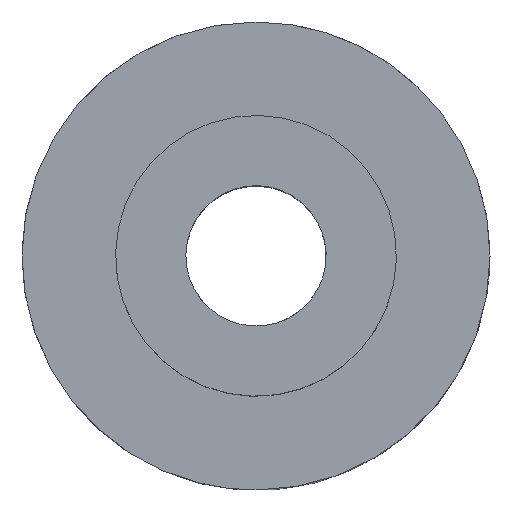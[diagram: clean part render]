
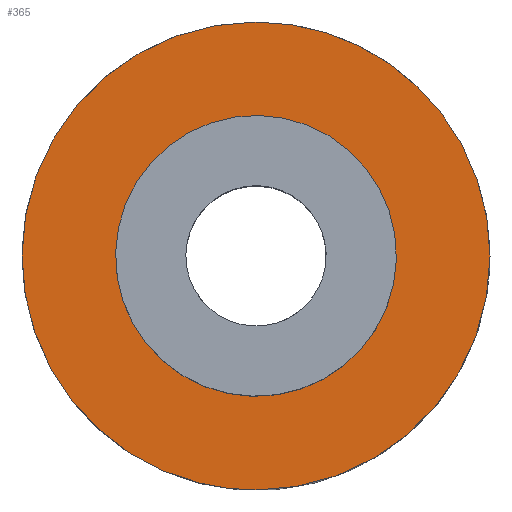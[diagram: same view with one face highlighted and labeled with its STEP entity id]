
A CAD part, top view. The second image highlights one B-rep face of the part: STEP entity #365.
In plain terms, the highlighted planar face has unit normal (0, 0, 1).
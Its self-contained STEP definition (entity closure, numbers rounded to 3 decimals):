
#230=AXIS2_PLACEMENT_3D('Circle Axis2P3D',#228,#229,$) ;
#237=AXIS2_PLACEMENT_3D('Circle Axis2P3D',#235,#236,$) ;
#302=AXIS2_PLACEMENT_3D('Circle Axis2P3D',#300,#301,$) ;
#309=AXIS2_PLACEMENT_3D('Circle Axis2P3D',#307,#308,$) ;
#316=AXIS2_PLACEMENT_3D('Circle Axis2P3D',#314,#315,$) ;
#337=AXIS2_PLACEMENT_3D('Plane Axis2P3D',#334,#335,#336) ;
#349=AXIS2_PLACEMENT_3D('Circle Axis2P3D',#347,#348,$) ;
#358=AXIS2_PLACEMENT_3D('Circle Axis2P3D',#356,#357,$) ;
#223=CARTESIAN_POINT('Vertex',(7.021,3.835,9.2)) ;
#228=CARTESIAN_POINT('Axis2P3D Location',(0.,0.,9.2)) ;
#232=CARTESIAN_POINT('Vertex',(8.,0.,9.2)) ;
#235=CARTESIAN_POINT('Axis2P3D Location',(0.,0.,9.2)) ;
#239=CARTESIAN_POINT('Vertex',(0.,-8.,9.2)) ;
#243=CARTESIAN_POINT('Control Point',(-7.021,-3.835,9.2)) ;
#244=CARTESIAN_POINT('Control Point',(-5.994,-5.715,9.2)) ;
#245=CARTESIAN_POINT('Control Point',(-4.29,-7.232,9.2)) ;
#246=CARTESIAN_POINT('Control Point',(-2.142,-8.,9.2)) ;
#247=CARTESIAN_POINT('Control Point',(0.,-8.,9.2)) ;
#248=CARTESIAN_POINT('Vertex',(-7.021,-3.835,9.2)) ;
#300=CARTESIAN_POINT('Axis2P3D Location',(0.,0.,9.2)) ;
#304=CARTESIAN_POINT('Vertex',(-8.,0.,9.2)) ;
#307=CARTESIAN_POINT('Axis2P3D Location',(0.,0.,9.2)) ;
#311=CARTESIAN_POINT('Vertex',(0.,8.,9.2)) ;
#314=CARTESIAN_POINT('Axis2P3D Location',(0.,0.,9.2)) ;
#334=CARTESIAN_POINT('Axis2P3D Location',(0.,0.,9.2)) ;
#347=CARTESIAN_POINT('Axis2P3D Location',(0.,0.,9.2)) ;
#351=CARTESIAN_POINT('Vertex',(2.106,1.151,9.2)) ;
#353=CARTESIAN_POINT('Vertex',(-2.106,-1.151,9.2)) ;
#356=CARTESIAN_POINT('Axis2P3D Location',(0.,0.,9.2)) ;
#229=DIRECTION('Axis2P3D Direction',(0.,-0.,1.)) ;
#236=DIRECTION('Axis2P3D Direction',(0.,-0.,1.)) ;
#301=DIRECTION('Axis2P3D Direction',(0.,-0.,1.)) ;
#308=DIRECTION('Axis2P3D Direction',(0.,-0.,1.)) ;
#315=DIRECTION('Axis2P3D Direction',(0.,-0.,1.)) ;
#335=DIRECTION('Axis2P3D Direction',(0.,0.,1.)) ;
#336=DIRECTION('Axis2P3D XDirection',(1.,0.,0.)) ;
#348=DIRECTION('Axis2P3D Direction',(0.,0.,1.)) ;
#357=DIRECTION('Axis2P3D Direction',(0.,0.,1.)) ;
#340=ORIENTED_EDGE('',*,*,#318,.T.) ;
#341=ORIENTED_EDGE('',*,*,#313,.T.) ;
#342=ORIENTED_EDGE('',*,*,#306,.T.) ;
#343=ORIENTED_EDGE('',*,*,#250,.T.) ;
#344=ORIENTED_EDGE('',*,*,#241,.T.) ;
#345=ORIENTED_EDGE('',*,*,#234,.T.) ;
#362=ORIENTED_EDGE('',*,*,#355,.F.) ;
#363=ORIENTED_EDGE('',*,*,#360,.F.) ;
#364=FACE_BOUND('',#361,.T.) ;
#365=ADVANCED_FACE('CUT',(#346,#364),#338,.T.) ;
#242=B_SPLINE_CURVE_WITH_KNOTS('',4,(#243,#244,#245,#246,#247),.UNSPECIFIED.,.F.,.U.,(5,5),(-4.283,4.283),.UNSPECIFIED.) ;
#231=CIRCLE('generated circle',#230,8.) ;
#238=CIRCLE('generated circle',#237,8.) ;
#303=CIRCLE('generated circle',#302,8.) ;
#310=CIRCLE('generated circle',#309,8.) ;
#317=CIRCLE('generated circle',#316,8.) ;
#350=CIRCLE('generated circle',#349,2.4) ;
#359=CIRCLE('generated circle',#358,2.4) ;
#234=EDGE_CURVE('',#233,#224,#231,.T.) ;
#241=EDGE_CURVE('',#240,#233,#238,.T.) ;
#250=EDGE_CURVE('',#249,#240,#242,.T.) ;
#306=EDGE_CURVE('',#305,#249,#303,.T.) ;
#313=EDGE_CURVE('',#312,#305,#310,.T.) ;
#318=EDGE_CURVE('',#224,#312,#317,.T.) ;
#355=EDGE_CURVE('',#352,#354,#350,.T.) ;
#360=EDGE_CURVE('',#354,#352,#359,.T.) ;
#339=EDGE_LOOP('',(#340,#341,#342,#343,#344,#345)) ;
#361=EDGE_LOOP('',(#362,#363)) ;
#346=FACE_OUTER_BOUND('',#339,.T.) ;
#338=PLANE('',#337) ;
#224=VERTEX_POINT('',#223) ;
#233=VERTEX_POINT('',#232) ;
#240=VERTEX_POINT('',#239) ;
#249=VERTEX_POINT('',#248) ;
#305=VERTEX_POINT('',#304) ;
#312=VERTEX_POINT('',#311) ;
#352=VERTEX_POINT('',#351) ;
#354=VERTEX_POINT('',#353) ;
